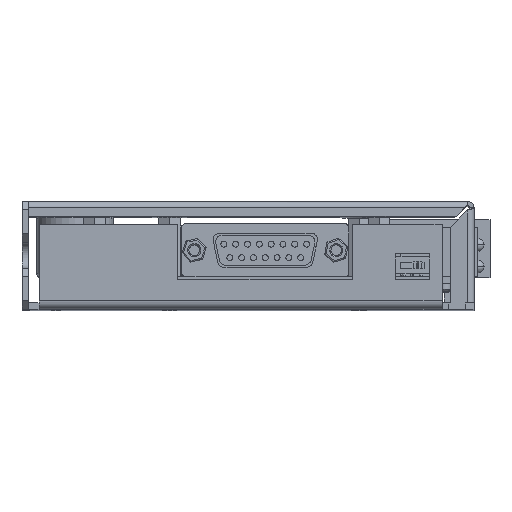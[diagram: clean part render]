
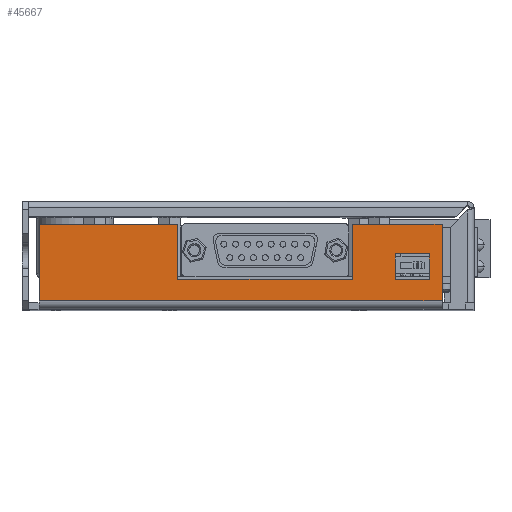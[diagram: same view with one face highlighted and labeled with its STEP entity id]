
A CAD part, top view. The second image highlights one B-rep face of the part: STEP entity #45667.
In plain terms, the highlighted planar face has unit normal (0, 0, 1).
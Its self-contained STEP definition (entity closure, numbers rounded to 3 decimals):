
#10326 = VERTEX_POINT ( 'NONE', #31619 ) ;
#10355 = EDGE_CURVE ( 'NONE', #69538, #10375, #31587, .T. ) ;
#10375 = VERTEX_POINT ( 'NONE', #31700 ) ;
#10384 = VERTEX_POINT ( 'NONE', #31505 ) ;
#10390 = EDGE_CURVE ( 'NONE', #10326, #10384, #32209, .T. ) ;
#10394 = EDGE_CURVE ( 'NONE', #10375, #10384, #32143, .T. ) ;
#30177 = CARTESIAN_POINT ( 'NONE',  ( 36.5, 7., 0. ) ) ;
#30184 = CARTESIAN_POINT ( 'NONE',  ( 77.5, 7., 0. ) ) ;
#30300 = CARTESIAN_POINT ( 'NONE',  ( 95.5, 13., 0. ) ) ;
#30302 = FACE_OUTER_BOUND ( 'NONE', #45668, .T. ) ;
#30303 = FACE_BOUND ( 'NONE', #45665, .T. ) ;
#30306 = PLANE ( 'NONE',  #30308 ) ;
#30308 = AXIS2_PLACEMENT_3D ( 'NONE', #30636, #30634, #30632 ) ;
#30331 = DIRECTION ( 'NONE',  ( 1., 0., 0. ) ) ;
#30332 = VECTOR ( 'NONE', #30331, 1000. ) ;
#30344 = LINE ( 'NONE', #30559, #30332 ) ;
#30347 = CARTESIAN_POINT ( 'NONE',  ( 36.5, 20., 0. ) ) ;
#30348 = LINE ( 'NONE', #30347, #30451 ) ;
#30393 = CARTESIAN_POINT ( 'NONE',  ( 95.5, 7., 0. ) ) ;
#30424 = CARTESIAN_POINT ( 'NONE',  ( 77.5, 20., 0. ) ) ;
#30449 = DIRECTION ( 'NONE',  ( 0., -1., 0. ) ) ;
#30451 = VECTOR ( 'NONE', #30449, 1000. ) ;
#30466 = CARTESIAN_POINT ( 'NONE',  ( 87.5, 13., 0. ) ) ;
#30559 = CARTESIAN_POINT ( 'NONE',  ( 36.5, 7., 0. ) ) ;
#30618 = DIRECTION ( 'NONE',  ( 0., 1., 0. ) ) ;
#30619 = CARTESIAN_POINT ( 'NONE',  ( 87.5, 7., 0. ) ) ;
#30621 = VECTOR ( 'NONE', #30618, 1000. ) ;
#30622 = CARTESIAN_POINT ( 'NONE',  ( 95.5, 13., 0. ) ) ;
#30623 = LINE ( 'NONE', #30622, #30621 ) ;
#30632 = DIRECTION ( 'NONE',  ( 0., 1., 0. ) ) ;
#30634 = DIRECTION ( 'NONE',  ( 0., 0., -1. ) ) ;
#30636 = CARTESIAN_POINT ( 'NONE',  ( 106., 20., 0. ) ) ;
#30662 = VECTOR ( 'NONE', #30740, 1000. ) ;
#30664 = LINE ( 'NONE', #30785, #30783 ) ;
#30671 = CARTESIAN_POINT ( 'NONE',  ( 87.5, 13., 0. ) ) ;
#30681 = LINE ( 'NONE', #30671, #30662 ) ;
#30690 = DIRECTION ( 'NONE',  ( 0., -1., 0. ) ) ;
#30691 = DIRECTION ( 'NONE',  ( -1., 0., 0. ) ) ;
#30693 = VECTOR ( 'NONE', #30691, 1000. ) ;
#30696 = CARTESIAN_POINT ( 'NONE',  ( 106., 20., 0. ) ) ;
#30697 = LINE ( 'NONE', #30696, #30693 ) ;
#30740 = DIRECTION ( 'NONE',  ( -1., 0., 0. ) ) ;
#30763 = VECTOR ( 'NONE', #30887, 1000. ) ;
#30772 = LINE ( 'NONE', #30888, #30763 ) ;
#30775 = CARTESIAN_POINT ( 'NONE',  ( 36.5, 20., 0. ) ) ;
#30782 = DIRECTION ( 'NONE',  ( 1., 0., 0. ) ) ;
#30783 = VECTOR ( 'NONE', #30782, 1000. ) ;
#30785 = CARTESIAN_POINT ( 'NONE',  ( 87.5, 7., 0. ) ) ;
#30887 = DIRECTION ( 'NONE',  ( -1., 0., 0. ) ) ;
#30888 = CARTESIAN_POINT ( 'NONE',  ( 106., 20., 0. ) ) ;
#30891 = DIRECTION ( 'NONE',  ( 0., 1., 0. ) ) ;
#30892 = VECTOR ( 'NONE', #30891, 1000. ) ;
#30894 = CARTESIAN_POINT ( 'NONE',  ( 77.5, 20., 0. ) ) ;
#30895 = LINE ( 'NONE', #30894, #30892 ) ;
#30897 = LINE ( 'NONE', #30909, #30933 ) ;
#30909 = CARTESIAN_POINT ( 'NONE',  ( 87.5, 13., 0. ) ) ;
#30933 = VECTOR ( 'NONE', #30690, 1000. ) ;
#31505 = CARTESIAN_POINT ( 'NONE',  ( 4., 2., 0. ) ) ;
#31574 = DIRECTION ( 'NONE',  ( 0., -1., 0. ) ) ;
#31575 = VECTOR ( 'NONE', #31574, 1000. ) ;
#31586 = CARTESIAN_POINT ( 'NONE',  ( 98.5, 20., 0. ) ) ;
#31587 = LINE ( 'NONE', #31586, #31575 ) ;
#31619 = CARTESIAN_POINT ( 'NONE',  ( 4., 20., 0. ) ) ;
#31700 = CARTESIAN_POINT ( 'NONE',  ( 98.5, 2., 0. ) ) ;
#32142 = CARTESIAN_POINT ( 'NONE',  ( 106., 2., 0. ) ) ;
#32143 = LINE ( 'NONE', #32142, #32274 ) ;
#32153 = DIRECTION ( 'NONE',  ( 0., -1., 0. ) ) ;
#32155 = VECTOR ( 'NONE', #32153, 1000. ) ;
#32209 = LINE ( 'NONE', #32263, #32155 ) ;
#32263 = CARTESIAN_POINT ( 'NONE',  ( 4., 20., 0. ) ) ;
#32273 = DIRECTION ( 'NONE',  ( -1., 0., 0. ) ) ;
#32274 = VECTOR ( 'NONE', #32273, 1000. ) ;
#38795 = CARTESIAN_POINT ( 'NONE',  ( 98.5, 20., 0. ) ) ;
#45619 = VERTEX_POINT ( 'NONE', #30184 ) ;
#45625 = VERTEX_POINT ( 'NONE', #30177 ) ;
#45634 = EDGE_CURVE ( 'NONE', #45625, #45619, #30344, .T. ) ;
#45636 = EDGE_CURVE ( 'NONE', #45724, #45625, #30348, .T. ) ;
#45665 = EDGE_LOOP ( 'NONE', ( #45718, #45730, #45666, #45698 ) ) ;
#45666 = ORIENTED_EDGE ( 'NONE', *, *, #45731, .F. ) ;
#45667 = ADVANCED_FACE ( 'NONE', ( #30303, #30302 ), #30306, .F. ) ;
#45668 = EDGE_LOOP ( 'NONE', ( #45709, #45725, #45721, #45694, #45710, #45722, #45697, #45693 ) ) ;
#45673 = VERTEX_POINT ( 'NONE', #30466 ) ;
#45674 = VERTEX_POINT ( 'NONE', #30300 ) ;
#45678 = EDGE_CURVE ( 'NONE', #45685, #45674, #30623, .T. ) ;
#45679 = VERTEX_POINT ( 'NONE', #30619 ) ;
#45680 = VERTEX_POINT ( 'NONE', #30424 ) ;
#45685 = VERTEX_POINT ( 'NONE', #30393 ) ;
#45693 = ORIENTED_EDGE ( 'NONE', *, *, #45702, .T. ) ;
#45694 = ORIENTED_EDGE ( 'NONE', *, *, #45723, .T. ) ;
#45696 = EDGE_CURVE ( 'NONE', #45674, #45673, #30681, .T. ) ;
#45697 = ORIENTED_EDGE ( 'NONE', *, *, #45636, .F. ) ;
#45698 = ORIENTED_EDGE ( 'NONE', *, *, #45696, .F. ) ;
#45702 = EDGE_CURVE ( 'NONE', #45724, #10326, #30772, .T. ) ;
#45703 = EDGE_CURVE ( 'NONE', #45679, #45685, #30664, .T. ) ;
#45709 = ORIENTED_EDGE ( 'NONE', *, *, #10390, .T. ) ;
#45710 = ORIENTED_EDGE ( 'NONE', *, *, #45726, .F. ) ;
#45718 = ORIENTED_EDGE ( 'NONE', *, *, #45678, .F. ) ;
#45721 = ORIENTED_EDGE ( 'NONE', *, *, #10355, .F. ) ;
#45722 = ORIENTED_EDGE ( 'NONE', *, *, #45634, .F. ) ;
#45723 = EDGE_CURVE ( 'NONE', #69538, #45680, #30697, .T. ) ;
#45724 = VERTEX_POINT ( 'NONE', #30775 ) ;
#45725 = ORIENTED_EDGE ( 'NONE', *, *, #10394, .F. ) ;
#45726 = EDGE_CURVE ( 'NONE', #45619, #45680, #30895, .T. ) ;
#45730 = ORIENTED_EDGE ( 'NONE', *, *, #45703, .F. ) ;
#45731 = EDGE_CURVE ( 'NONE', #45673, #45679, #30897, .T. ) ;
#69538 = VERTEX_POINT ( 'NONE', #38795 ) ;
